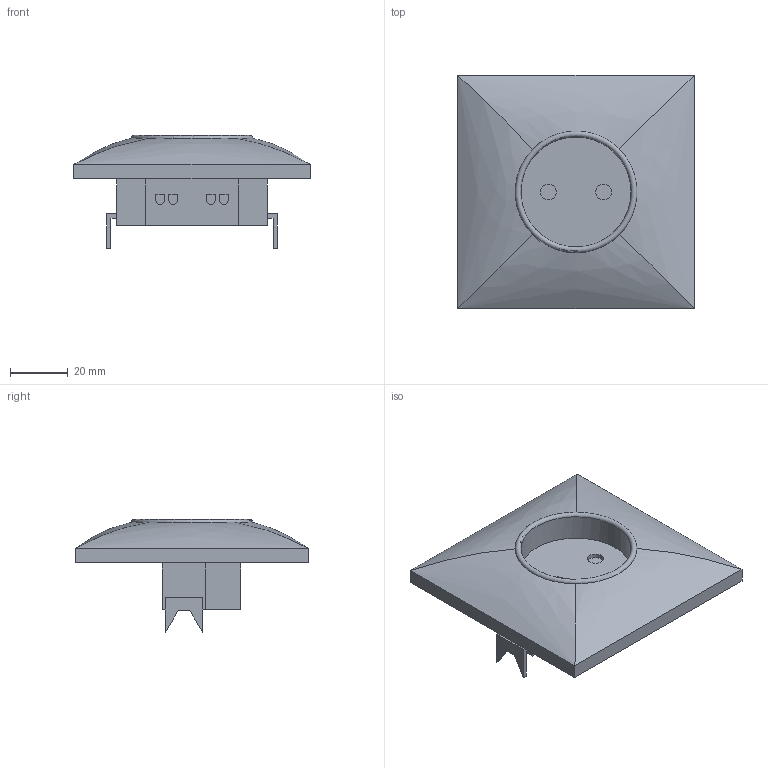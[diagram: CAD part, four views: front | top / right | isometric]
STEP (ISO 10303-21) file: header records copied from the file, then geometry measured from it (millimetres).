
FILE_DESCRIPTION (( 'STEP AP203' ), '1' );
FILE_NAME ('ERK10-K01-10-DM ÐÑø10-2-ÊÁ Ðîçåòêà 1ìåñòí. áåç çê c çàù.øòîð. 10À ÊÂÀÐÒÀ (áåëûé).STEP', '2016-11-23T11:16:20', ( '' ), ( '' ), 'SwSTEP 2.0', 'SolidWorks 2014', '' );
FILE_SCHEMA (( 'CONFIG_CONTROL_DESIGN' ));
Length unit declared in the file: millimetre
Products named in the file (1): ERK10-K01-10-DM ÐÑø10-2-ÊÁ Ðîçåòêà 1ìåñòí. áåç çê c çàù.øòîð. 10À ÊÂÀÐÒÀ (áåëûé)
Bounding box: 81.5 x 80.5 x 39 mm (x, y, z)
Volume: 65026.6 mm3; surface area: 27154 mm2
Topology: 1 solids, 3 shells, 141 faces, 360 edges, 239 vertices
Faces by surface type: plane 84, cylinder 37, bspline 19, torus 1
Full cylindrical faces by diameter (mm): 4 x4, 5.5 x4, 38 x1
Entity records: 4686 total; most frequent: CARTESIAN_POINT 1260, ORIENTED_EDGE 694, DIRECTION 637, EDGE_CURVE 347, VERTEX_POINT 236, VECTOR 235, LINE 235, AXIS2_PLACEMENT_3D 201
